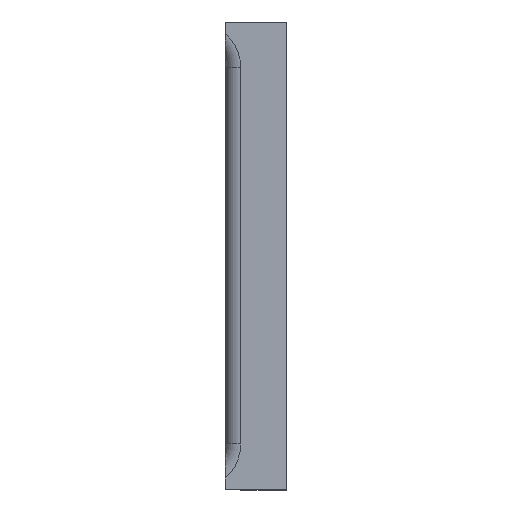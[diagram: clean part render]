
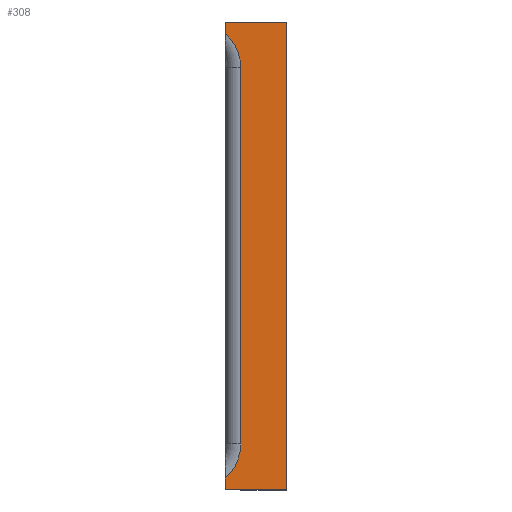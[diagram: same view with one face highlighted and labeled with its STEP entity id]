
A CAD part, top view. The second image highlights one B-rep face of the part: STEP entity #308.
In plain terms, the highlighted planar face has unit normal (0, 0, 1).
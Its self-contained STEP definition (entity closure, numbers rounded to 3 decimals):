
#50 = EDGE_LOOP ( 'NONE', ( #557, #495, #407, #369, #139, #153, #431, #459 ) ) ;
#62 = EDGE_CURVE ( 'NONE', #847, #571, #862, .T. ) ;
#65 = VERTEX_POINT ( 'NONE', #267 ) ;
#84 = PLANE ( 'NONE',  #962 ) ;
#87 = CARTESIAN_POINT ( 'NONE',  ( 9.05, 7.68, 2. ) ) ;
#102 = EDGE_CURVE ( 'NONE', #571, #65, #536, .T. ) ;
#108 = DIRECTION ( 'NONE',  ( 0., -1., 0. ) ) ;
#116 = CARTESIAN_POINT ( 'NONE',  ( 6.046, -6.18, 2. ) ) ;
#139 = ORIENTED_EDGE ( 'NONE', *, *, #62, .T. ) ;
#153 = ORIENTED_EDGE ( 'NONE', *, *, #102, .T. ) ;
#155 = AXIS2_PLACEMENT_3D ( 'NONE', #116, #728, #265 ) ;
#159 = CARTESIAN_POINT ( 'NONE',  ( 7.046, -7.298, 2. ) ) ;
#178 = LINE ( 'NONE', #469, #238 ) ;
#192 = CIRCLE ( 'NONE', #155, 1.5 ) ;
#193 = CARTESIAN_POINT ( 'NONE',  ( 9.05, -7.68, 2. ) ) ;
#221 = AXIS2_PLACEMENT_3D ( 'NONE', #300, #828, #597 ) ;
#226 = EDGE_CURVE ( 'NONE', #576, #588, #178, .T. ) ;
#238 = VECTOR ( 'NONE', #108, 1000. ) ;
#246 = DIRECTION ( 'NONE',  ( 1., 0., 0. ) ) ;
#265 = DIRECTION ( 'NONE',  ( 1., 0., 0. ) ) ;
#267 = CARTESIAN_POINT ( 'NONE',  ( 7.046, 7.298, 2. ) ) ;
#282 = DIRECTION ( 'NONE',  ( 1., 0., 0. ) ) ;
#289 = CARTESIAN_POINT ( 'NONE',  ( 0., -7.68, 2. ) ) ;
#300 = CARTESIAN_POINT ( 'NONE',  ( 6.046, 6.18, 2. ) ) ;
#308 = ADVANCED_FACE ( 'NONE', ( #395 ), #84, .T. ) ;
#350 = VERTEX_POINT ( 'NONE', #193 ) ;
#353 = LINE ( 'NONE', #289, #761 ) ;
#369 = ORIENTED_EDGE ( 'NONE', *, *, #457, .T. ) ;
#389 = VECTOR ( 'NONE', #947, 1000. ) ;
#390 = CARTESIAN_POINT ( 'NONE',  ( 0., 0., 2. ) ) ;
#395 = FACE_OUTER_BOUND ( 'NONE', #50, .T. ) ;
#405 = CARTESIAN_POINT ( 'NONE',  ( 9.05, 0., 2. ) ) ;
#407 = ORIENTED_EDGE ( 'NONE', *, *, #824, .T. ) ;
#413 = DIRECTION ( 'NONE',  ( 0., 1., 0. ) ) ;
#421 = VERTEX_POINT ( 'NONE', #589 ) ;
#428 = DIRECTION ( 'NONE',  ( 0., -1., 0. ) ) ;
#431 = ORIENTED_EDGE ( 'NONE', *, *, #689, .T. ) ;
#438 = VECTOR ( 'NONE', #759, 1000. ) ;
#457 = EDGE_CURVE ( 'NONE', #350, #847, #785, .T. ) ;
#459 = ORIENTED_EDGE ( 'NONE', *, *, #226, .T. ) ;
#469 = CARTESIAN_POINT ( 'NONE',  ( 7.546, -6.18, 2. ) ) ;
#495 = ORIENTED_EDGE ( 'NONE', *, *, #782, .T. ) ;
#506 = CARTESIAN_POINT ( 'NONE',  ( 7.546, -6.18, 2. ) ) ;
#529 = VERTEX_POINT ( 'NONE', #159 ) ;
#536 = LINE ( 'NONE', #601, #438 ) ;
#556 = CARTESIAN_POINT ( 'NONE',  ( 7.046, 7.68, 2. ) ) ;
#557 = ORIENTED_EDGE ( 'NONE', *, *, #819, .T. ) ;
#571 = VERTEX_POINT ( 'NONE', #556 ) ;
#576 = VERTEX_POINT ( 'NONE', #857 ) ;
#588 = VERTEX_POINT ( 'NONE', #506 ) ;
#589 = CARTESIAN_POINT ( 'NONE',  ( 7.046, -7.68, 2. ) ) ;
#597 = DIRECTION ( 'NONE',  ( 1., 0., 0. ) ) ;
#601 = CARTESIAN_POINT ( 'NONE',  ( 7.046, 0., 2. ) ) ;
#619 = DIRECTION ( 'NONE',  ( 0., 0., 1. ) ) ;
#641 = CARTESIAN_POINT ( 'NONE',  ( 0., 7.68, 2. ) ) ;
#689 = EDGE_CURVE ( 'NONE', #65, #576, #692, .T. ) ;
#692 = CIRCLE ( 'NONE', #221, 1.5 ) ;
#695 = VECTOR ( 'NONE', #413, 1000. ) ;
#728 = DIRECTION ( 'NONE',  ( 0., 0., -1. ) ) ;
#759 = DIRECTION ( 'NONE',  ( 0., -1., 0. ) ) ;
#761 = VECTOR ( 'NONE', #282, 1000. ) ;
#763 = VECTOR ( 'NONE', #428, 1000. ) ;
#782 = EDGE_CURVE ( 'NONE', #529, #421, #946, .T. ) ;
#785 = LINE ( 'NONE', #405, #695 ) ;
#819 = EDGE_CURVE ( 'NONE', #588, #529, #192, .T. ) ;
#824 = EDGE_CURVE ( 'NONE', #421, #350, #353, .T. ) ;
#828 = DIRECTION ( 'NONE',  ( 0., 0., -1. ) ) ;
#847 = VERTEX_POINT ( 'NONE', #87 ) ;
#857 = CARTESIAN_POINT ( 'NONE',  ( 7.546, 6.18, 2. ) ) ;
#862 = LINE ( 'NONE', #641, #389 ) ;
#878 = CARTESIAN_POINT ( 'NONE',  ( 7.046, 0., 2. ) ) ;
#946 = LINE ( 'NONE', #878, #763 ) ;
#947 = DIRECTION ( 'NONE',  ( -1., 0., 0. ) ) ;
#962 = AXIS2_PLACEMENT_3D ( 'NONE', #390, #619, #246 ) ;
